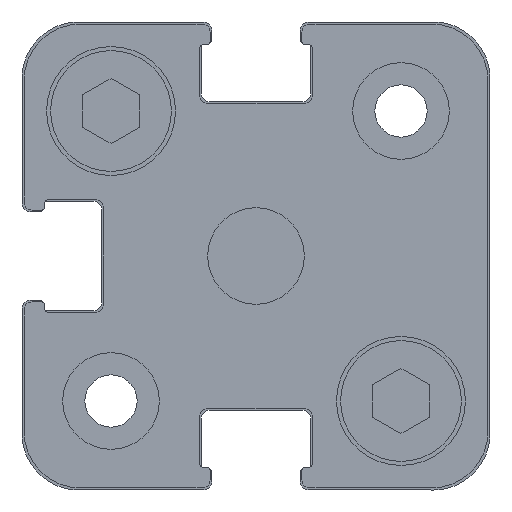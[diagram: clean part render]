
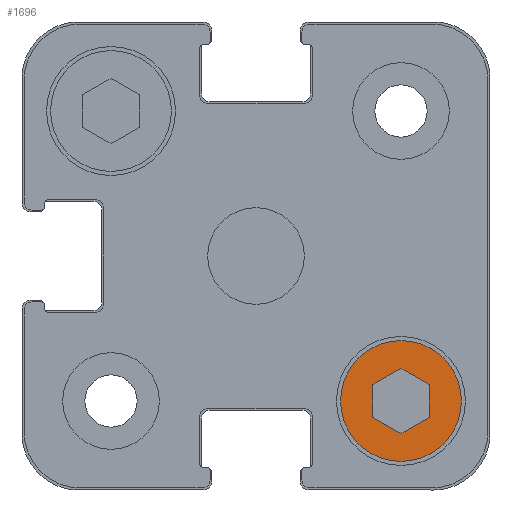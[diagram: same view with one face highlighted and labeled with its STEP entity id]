
A CAD part, front view. The second image highlights one B-rep face of the part: STEP entity #1696.
In plain terms, the highlighted planar face has unit normal (0, -1, 0).
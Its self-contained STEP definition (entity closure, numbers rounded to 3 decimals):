
#756=CARTESIAN_POINT('',(10.75,-69.0,-7.99));
#757=VERTEX_POINT('',#756);
#764=CARTESIAN_POINT('',(9.,-69.0,-6.979));
#765=VERTEX_POINT('',#764);
#766=CARTESIAN_POINT('',(9.0,-69.0,-6.979));
#767=DIRECTION('',(0.866,0.0,-0.5));
#768=VECTOR('',#767,2.021);
#769=LINE('',#766,#768);
#770=EDGE_CURVE('',#765,#757,#769,.T.);
#794=CARTESIAN_POINT('',(10.75,-69.0,-10.01));
#795=VERTEX_POINT('',#794);
#802=CARTESIAN_POINT('',(10.75,-69.0,-7.99));
#803=DIRECTION('',(0.0,0.0,-1.0));
#804=VECTOR('',#803,2.021);
#805=LINE('',#802,#804);
#806=EDGE_CURVE('',#757,#795,#805,.T.);
#825=CARTESIAN_POINT('',(9.0,-69.0,-11.021));
#826=VERTEX_POINT('',#825);
#833=CARTESIAN_POINT('',(10.75,-69.0,-10.01));
#834=DIRECTION('',(-0.866,0.0,-0.5));
#835=VECTOR('',#834,2.021);
#836=LINE('',#833,#835);
#837=EDGE_CURVE('',#795,#826,#836,.T.);
#856=CARTESIAN_POINT('',(7.25,-69.0,-10.01));
#857=VERTEX_POINT('',#856);
#864=CARTESIAN_POINT('',(9.0,-69.0,-11.021));
#865=DIRECTION('',(-0.866,0.0,0.5));
#866=VECTOR('',#865,2.021);
#867=LINE('',#864,#866);
#868=EDGE_CURVE('',#826,#857,#867,.T.);
#887=CARTESIAN_POINT('',(7.25,-69.0,-7.99));
#888=VERTEX_POINT('',#887);
#895=CARTESIAN_POINT('',(7.25,-69.0,-10.01));
#896=DIRECTION('',(0.0,0.0,1.0));
#897=VECTOR('',#896,2.021);
#898=LINE('',#895,#897);
#899=EDGE_CURVE('',#857,#888,#898,.T.);
#917=CARTESIAN_POINT('',(7.25,-69.0,-7.99));
#918=DIRECTION('',(0.866,0.0,0.5));
#919=VECTOR('',#918,2.021);
#920=LINE('',#917,#919);
#921=EDGE_CURVE('',#888,#765,#920,.T.);
#1025=CARTESIAN_POINT('',(12.75,-69.0,-9.));
#1026=VERTEX_POINT('',#1025);
#1027=CARTESIAN_POINT('',(9.0,-69.0,-9.0));
#1028=DIRECTION('',(0.0,-1.0,0.0));
#1029=DIRECTION('',(-1.0,0.0,0.0));
#1030=AXIS2_PLACEMENT_3D('',#1027,#1028,#1029);
#1031=CIRCLE('',#1030,3.75);
#1032=EDGE_CURVE('',#1026,#1026,#1031,.T.);
#1680=CARTESIAN_POINT('',(-0.728,-69.0,0.));
#1681=DIRECTION('',(0.0,1.0,0.0));
#1682=DIRECTION('',(0.0,0.0,1.0));
#1683=AXIS2_PLACEMENT_3D('',#1680,#1681,#1682);
#1684=PLANE('',#1683);
#1685=ORIENTED_EDGE('',*,*,#1032,.T.);
#1686=EDGE_LOOP('',(#1685));
#1687=FACE_OUTER_BOUND('',#1686,.T.);
#1688=ORIENTED_EDGE('',*,*,#770,.T.);
#1689=ORIENTED_EDGE('',*,*,#806,.T.);
#1690=ORIENTED_EDGE('',*,*,#837,.T.);
#1691=ORIENTED_EDGE('',*,*,#868,.T.);
#1692=ORIENTED_EDGE('',*,*,#899,.T.);
#1693=ORIENTED_EDGE('',*,*,#921,.T.);
#1694=EDGE_LOOP('',(#1688,#1689,#1690,#1691,#1692,#1693));
#1695=FACE_BOUND('',#1694,.T.);
#1696=ADVANCED_FACE('',(#1687,#1695),#1684,.F.);
